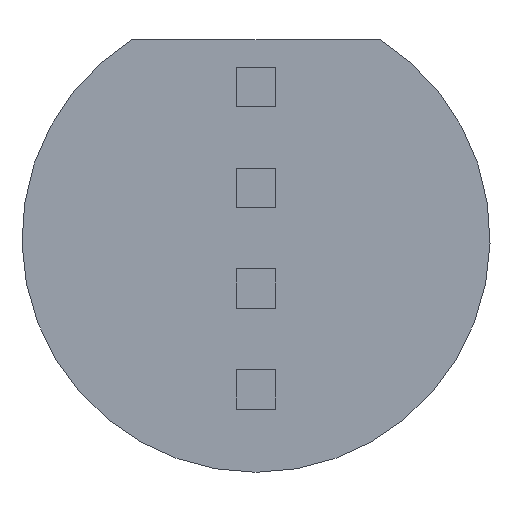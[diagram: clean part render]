
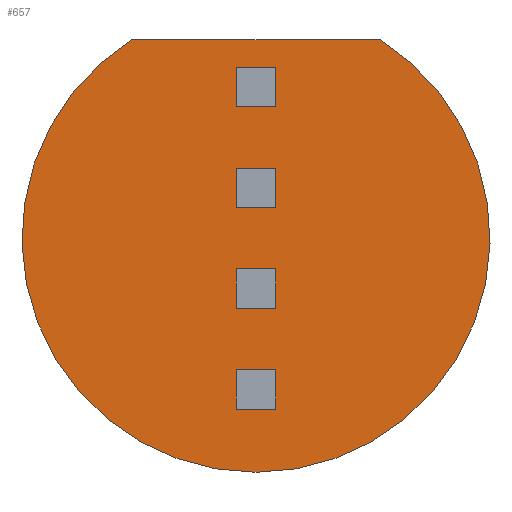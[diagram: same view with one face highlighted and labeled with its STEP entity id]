
A CAD part, front view. The second image highlights one B-rep face of the part: STEP entity #657.
In plain terms, the highlighted planar face has unit normal (0, -1, 0).
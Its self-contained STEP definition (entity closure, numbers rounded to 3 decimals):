
#1 = DIRECTION ( 'NONE',  ( 0., 0., 1. ) ) ;
#2 = CARTESIAN_POINT ( 'NONE',  ( -2.165, 0., 2.5 ) ) ;
#8 = CARTESIAN_POINT ( 'NONE',  ( -0.25, 0., 0.885 ) ) ;
#12 = CARTESIAN_POINT ( 'NONE',  ( 0.25, 0., 0.385 ) ) ;
#14 = CARTESIAN_POINT ( 'NONE',  ( 0.25, 0., -0.885 ) ) ;
#16 = CARTESIAN_POINT ( 'NONE',  ( -0.25, 0., -0.885 ) ) ;
#26 = CARTESIAN_POINT ( 'NONE',  ( -0.25, 0., -2.155 ) ) ;
#28 = CARTESIAN_POINT ( 'NONE',  ( 0.25, 0., 2.155 ) ) ;
#30 = CARTESIAN_POINT ( 'NONE',  ( -0.25, 0., -1.655 ) ) ;
#37 = DIRECTION ( 'NONE',  ( 1., 0., 0. ) ) ;
#38 = DIRECTION ( 'NONE',  ( 1., 0., 0. ) ) ;
#39 = DIRECTION ( 'NONE',  ( 0., 0., 1. ) ) ;
#40 = DIRECTION ( 'NONE',  ( 0., 0., -1. ) ) ;
#43 = CARTESIAN_POINT ( 'NONE',  ( -0.25, 0., -1.655 ) ) ;
#44 = CARTESIAN_POINT ( 'NONE',  ( 0.25, 0., -1.655 ) ) ;
#46 = CARTESIAN_POINT ( 'NONE',  ( 0.25, 0., -1.655 ) ) ;
#47 = DIRECTION ( 'NONE',  ( -1., 0., 0. ) ) ;
#48 = DIRECTION ( 'NONE',  ( 0., 0., -1. ) ) ;
#49 = CARTESIAN_POINT ( 'NONE',  ( 0.25, 0., 0.885 ) ) ;
#50 = CARTESIAN_POINT ( 'NONE',  ( 0.25, 0., -2.155 ) ) ;
#51 = DIRECTION ( 'NONE',  ( 1., 0., 0. ) ) ;
#53 = DIRECTION ( 'NONE',  ( -1., 0., 0. ) ) ;
#68 = CARTESIAN_POINT ( 'NONE',  ( 0.25, 0., 1.655 ) ) ;
#69 = CARTESIAN_POINT ( 'NONE',  ( -1.566, 0., 2.5 ) ) ;
#70 = CARTESIAN_POINT ( 'NONE',  ( -0.25, 0., 0.385 ) ) ;
#73 = CARTESIAN_POINT ( 'NONE',  ( 0., 0., -2.95 ) ) ;
#81 = CARTESIAN_POINT ( 'NONE',  ( 1.566, 0., 2.5 ) ) ;
#91 = CARTESIAN_POINT ( 'NONE',  ( 0.25, 0., 0.885 ) ) ;
#92 = CARTESIAN_POINT ( 'NONE',  ( -0.25, 0., 1.655 ) ) ;
#93 = CARTESIAN_POINT ( 'NONE',  ( -0.25, 0., -0.385 ) ) ;
#97 = CARTESIAN_POINT ( 'NONE',  ( -0.25, 0., 2.155 ) ) ;
#98 = CARTESIAN_POINT ( 'NONE',  ( 0.25, 0., 0.385 ) ) ;
#155 = EDGE_CURVE ( 'NONE', #230, #190, #1008, .T. ) ;
#156 = EDGE_CURVE ( 'NONE', #274, #288, #1006, .T. ) ;
#157 = EDGE_CURVE ( 'NONE', #232, #274, #1007, .T. ) ;
#158 = EDGE_CURVE ( 'NONE', #282, #232, #1010, .T. ) ;
#159 = EDGE_CURVE ( 'NONE', #288, #282, #1012, .T. ) ;
#160 = EDGE_CURVE ( 'NONE', #295, #287, #1014, .T. ) ;
#161 = EDGE_CURVE ( 'NONE', #233, #295, #1016, .T. ) ;
#162 = EDGE_CURVE ( 'NONE', #266, #233, #1018, .T. ) ;
#163 = EDGE_CURVE ( 'NONE', #287, #266, #1020, .T. ) ;
#186 = VERTEX_POINT ( 'NONE', #73 ) ;
#189 = VERTEX_POINT ( 'NONE', #92 ) ;
#190 = VERTEX_POINT ( 'NONE', #81 ) ;
#197 = EDGE_LOOP ( 'NONE', ( #993, #989, #986, #991 ) ) ;
#213 = EDGE_LOOP ( 'NONE', ( #983, #1003, #988 ) ) ;
#214 = EDGE_LOOP ( 'NONE', ( #931, #952, #953, #936 ) ) ;
#217 = VERTEX_POINT ( 'NONE', #93 ) ;
#224 = EDGE_LOOP ( 'NONE', ( #937, #938, #941, #956 ) ) ;
#226 = EDGE_LOOP ( 'NONE', ( #995, #1000, #999, #985 ) ) ;
#229 = VERTEX_POINT ( 'NONE', #14 ) ;
#230 = VERTEX_POINT ( 'NONE', #69 ) ;
#231 = VERTEX_POINT ( 'NONE', #68 ) ;
#232 = VERTEX_POINT ( 'NONE', #70 ) ;
#233 = VERTEX_POINT ( 'NONE', #26 ) ;
#257 = VERTEX_POINT ( 'NONE', #28 ) ;
#260 = VERTEX_POINT ( 'NONE', #16 ) ;
#266 = VERTEX_POINT ( 'NONE', #30 ) ;
#274 = VERTEX_POINT ( 'NONE', #98 ) ;
#282 = VERTEX_POINT ( 'NONE', #910 ) ;
#283 = VERTEX_POINT ( 'NONE', #769 ) ;
#287 = VERTEX_POINT ( 'NONE', #799 ) ;
#288 = VERTEX_POINT ( 'NONE', #915 ) ;
#291 = VERTEX_POINT ( 'NONE', #97 ) ;
#295 = VERTEX_POINT ( 'NONE', #790 ) ;
#332 = EDGE_CURVE ( 'NONE', #229, #283, #1055, .T. ) ;
#334 = EDGE_CURVE ( 'NONE', #186, #230, #1062, .T. ) ;
#335 = EDGE_CURVE ( 'NONE', #217, #260, #1067, .T. ) ;
#345 = AXIS2_PLACEMENT_3D ( 'NONE', #797, #894, #781 ) ;
#346 = EDGE_CURVE ( 'NONE', #257, #291, #1082, .T. ) ;
#350 = AXIS2_PLACEMENT_3D ( 'NONE', #911, #862, #906 ) ;
#359 = EDGE_CURVE ( 'NONE', #189, #231, #1102, .T. ) ;
#361 = EDGE_CURVE ( 'NONE', #291, #189, #1105, .T. ) ;
#362 = EDGE_CURVE ( 'NONE', #190, #186, #1107, .T. ) ;
#368 = EDGE_CURVE ( 'NONE', #283, #217, #1111, .T. ) ;
#369 = EDGE_CURVE ( 'NONE', #260, #229, #1112, .T. ) ;
#373 = EDGE_CURVE ( 'NONE', #231, #257, #1116, .T. ) ;
#504 = PLANE ( 'NONE',  #600 ) ;
#512 = CARTESIAN_POINT ( 'NONE',  ( 0., 0., 0. ) ) ;
#513 = DIRECTION ( 'NONE',  ( 0., 1., 0. ) ) ;
#514 = DIRECTION ( 'NONE',  ( 0., 0., 1. ) ) ;
#600 = AXIS2_PLACEMENT_3D ( 'NONE', #512, #513, #514 ) ;
#657 = ADVANCED_FACE ( 'NONE', ( #1270, #1274, #1271, #1273, #1272 ), #504, .F. ) ;
#747 = CARTESIAN_POINT ( 'NONE',  ( 0.25, 0., -0.385 ) ) ;
#750 = CARTESIAN_POINT ( 'NONE',  ( 0.25, 0., 1.655 ) ) ;
#756 = DIRECTION ( 'NONE',  ( 1., 0., 0. ) ) ;
#765 = DIRECTION ( 'NONE',  ( 0., 0., -1. ) ) ;
#769 = CARTESIAN_POINT ( 'NONE',  ( 0.25, 0., -0.385 ) ) ;
#773 = DIRECTION ( 'NONE',  ( -1., 0., 0. ) ) ;
#781 = DIRECTION ( 'NONE',  ( 0., 0., 1. ) ) ;
#790 = CARTESIAN_POINT ( 'NONE',  ( 0.25, 0., -2.155 ) ) ;
#797 = CARTESIAN_POINT ( 'NONE',  ( 0., 0., 0. ) ) ;
#799 = CARTESIAN_POINT ( 'NONE',  ( 0.25, 0., -1.655 ) ) ;
#817 = CARTESIAN_POINT ( 'NONE',  ( -0.25, 0., -0.385 ) ) ;
#818 = CARTESIAN_POINT ( 'NONE',  ( -0.25, 0., 2.155 ) ) ;
#838 = CARTESIAN_POINT ( 'NONE',  ( 0.25, 0., 2.155 ) ) ;
#847 = DIRECTION ( 'NONE',  ( 0., 0., -1. ) ) ;
#861 = DIRECTION ( 'NONE',  ( 0., 0., 1. ) ) ;
#862 = DIRECTION ( 'NONE',  ( 0., 1., 0. ) ) ;
#872 = DIRECTION ( 'NONE',  ( -1., 0., 0. ) ) ;
#879 = CARTESIAN_POINT ( 'NONE',  ( 0.25, 0., 2.155 ) ) ;
#881 = DIRECTION ( 'NONE',  ( 0., 0., 1. ) ) ;
#894 = DIRECTION ( 'NONE',  ( 0., 1., 0. ) ) ;
#904 = CARTESIAN_POINT ( 'NONE',  ( 0.25, 0., -0.385 ) ) ;
#906 = DIRECTION ( 'NONE',  ( 0., 0., 1. ) ) ;
#910 = CARTESIAN_POINT ( 'NONE',  ( -0.25, 0., 0.885 ) ) ;
#911 = CARTESIAN_POINT ( 'NONE',  ( 0., 0., 0. ) ) ;
#915 = CARTESIAN_POINT ( 'NONE',  ( 0.25, 0., 0.885 ) ) ;
#925 = DIRECTION ( 'NONE',  ( 1., 0., 0. ) ) ;
#926 = CARTESIAN_POINT ( 'NONE',  ( 0.25, 0., -0.885 ) ) ;
#931 = ORIENTED_EDGE ( 'NONE', *, *, #160, .F. ) ;
#936 = ORIENTED_EDGE ( 'NONE', *, *, #163, .F. ) ;
#937 = ORIENTED_EDGE ( 'NONE', *, *, #156, .F. ) ;
#938 = ORIENTED_EDGE ( 'NONE', *, *, #157, .F. ) ;
#941 = ORIENTED_EDGE ( 'NONE', *, *, #158, .F. ) ;
#952 = ORIENTED_EDGE ( 'NONE', *, *, #161, .F. ) ;
#953 = ORIENTED_EDGE ( 'NONE', *, *, #162, .F. ) ;
#956 = ORIENTED_EDGE ( 'NONE', *, *, #159, .F. ) ;
#983 = ORIENTED_EDGE ( 'NONE', *, *, #362, .F. ) ;
#985 = ORIENTED_EDGE ( 'NONE', *, *, #346, .F. ) ;
#986 = ORIENTED_EDGE ( 'NONE', *, *, #335, .F. ) ;
#988 = ORIENTED_EDGE ( 'NONE', *, *, #334, .F. ) ;
#989 = ORIENTED_EDGE ( 'NONE', *, *, #369, .F. ) ;
#991 = ORIENTED_EDGE ( 'NONE', *, *, #368, .F. ) ;
#993 = ORIENTED_EDGE ( 'NONE', *, *, #332, .F. ) ;
#995 = ORIENTED_EDGE ( 'NONE', *, *, #373, .F. ) ;
#999 = ORIENTED_EDGE ( 'NONE', *, *, #361, .F. ) ;
#1000 = ORIENTED_EDGE ( 'NONE', *, *, #359, .F. ) ;
#1003 = ORIENTED_EDGE ( 'NONE', *, *, #155, .F. ) ;
#1006 = LINE ( 'NONE', #91, #1011 ) ;
#1007 = LINE ( 'NONE', #12, #1013 ) ;
#1008 = LINE ( 'NONE', #2, #1009 ) ;
#1009 = VECTOR ( 'NONE', #37, 1000. ) ;
#1010 = LINE ( 'NONE', #8, #1015 ) ;
#1011 = VECTOR ( 'NONE', #1, 1000. ) ;
#1012 = LINE ( 'NONE', #49, #1017 ) ;
#1013 = VECTOR ( 'NONE', #51, 1000. ) ;
#1014 = LINE ( 'NONE', #46, #1019 ) ;
#1015 = VECTOR ( 'NONE', #48, 1000. ) ;
#1016 = LINE ( 'NONE', #50, #1021 ) ;
#1017 = VECTOR ( 'NONE', #47, 1000. ) ;
#1018 = LINE ( 'NONE', #43, #1023 ) ;
#1019 = VECTOR ( 'NONE', #39, 1000. ) ;
#1020 = LINE ( 'NONE', #44, #1025 ) ;
#1021 = VECTOR ( 'NONE', #38, 1000. ) ;
#1023 = VECTOR ( 'NONE', #40, 1000. ) ;
#1025 = VECTOR ( 'NONE', #53, 1000. ) ;
#1055 = LINE ( 'NONE', #904, #1063 ) ;
#1062 = CIRCLE ( 'NONE', #350, 2.95 ) ;
#1063 = VECTOR ( 'NONE', #881, 1000. ) ;
#1067 = LINE ( 'NONE', #817, #1071 ) ;
#1071 = VECTOR ( 'NONE', #847, 1000. ) ;
#1082 = LINE ( 'NONE', #838, #1085 ) ;
#1085 = VECTOR ( 'NONE', #872, 1000. ) ;
#1102 = LINE ( 'NONE', #750, #1104 ) ;
#1104 = VECTOR ( 'NONE', #756, 1000. ) ;
#1105 = LINE ( 'NONE', #818, #1108 ) ;
#1107 = CIRCLE ( 'NONE', #345, 2.95 ) ;
#1108 = VECTOR ( 'NONE', #765, 1000. ) ;
#1111 = LINE ( 'NONE', #747, #1113 ) ;
#1112 = LINE ( 'NONE', #926, #1115 ) ;
#1113 = VECTOR ( 'NONE', #773, 1000. ) ;
#1115 = VECTOR ( 'NONE', #925, 1000. ) ;
#1116 = LINE ( 'NONE', #879, #1119 ) ;
#1119 = VECTOR ( 'NONE', #861, 1000. ) ;
#1270 = FACE_BOUND ( 'NONE', #197, .T. ) ;
#1271 = FACE_OUTER_BOUND ( 'NONE', #213, .T. ) ;
#1272 = FACE_BOUND ( 'NONE', #214, .T. ) ;
#1273 = FACE_BOUND ( 'NONE', #224, .T. ) ;
#1274 = FACE_BOUND ( 'NONE', #226, .T. ) ;
